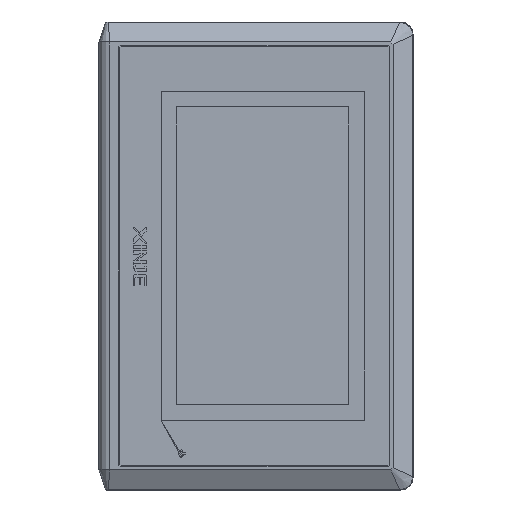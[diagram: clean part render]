
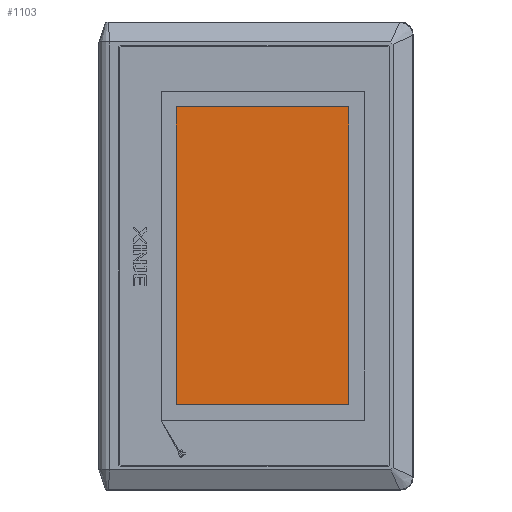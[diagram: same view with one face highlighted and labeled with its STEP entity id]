
A CAD part, top view. The second image highlights one B-rep face of the part: STEP entity #1103.
In plain terms, the highlighted planar face has unit normal (0, 0, 1).
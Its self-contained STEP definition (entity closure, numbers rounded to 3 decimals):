
#1103=ADVANCED_FACE('',(#2764),#25327,.T.);
#2764=FACE_OUTER_BOUND('',#4479,.T.);
#4479=EDGE_LOOP('',(#9615,#9616,#9617,#9618));
#9615=ORIENTED_EDGE('',*,*,#15979,.F.);
#9616=ORIENTED_EDGE('',*,*,#15983,.F.);
#9617=ORIENTED_EDGE('',*,*,#15986,.F.);
#9618=ORIENTED_EDGE('',*,*,#15988,.F.);
#15979=EDGE_CURVE('',#23695,#23696,#20893,.T.);
#15983=EDGE_CURVE('',#23698,#23695,#20897,.T.);
#15986=EDGE_CURVE('',#23700,#23698,#20900,.T.);
#15988=EDGE_CURVE('',#23696,#23700,#20902,.T.);
#20893=B_SPLINE_CURVE_WITH_KNOTS('',1,(#48273,#48274),.UNSPECIFIED.,.F.,
 .F.,(2,2),(-28.,28.),.UNSPECIFIED.);
#20897=B_SPLINE_CURVE_WITH_KNOTS('',1,(#48281,#48282),.UNSPECIFIED.,.F.,
 .F.,(2,2),(-48.35,48.35),.UNSPECIFIED.);
#20900=B_SPLINE_CURVE_WITH_KNOTS('',1,(#48287,#48288),.UNSPECIFIED.,.F.,
 .F.,(2,2),(-28.,28.),.UNSPECIFIED.);
#20902=B_SPLINE_CURVE_WITH_KNOTS('',1,(#48291,#48292),.UNSPECIFIED.,.F.,
 .F.,(2,2),(-48.35,48.35),.UNSPECIFIED.);
#23695=VERTEX_POINT('',#48263);
#23696=VERTEX_POINT('',#48264);
#23698=VERTEX_POINT('',#48266);
#23700=VERTEX_POINT('',#48268);
#25327=PLANE('',#26943);
#26943=AXIS2_PLACEMENT_3D('',#48260,#27540,$);
#27540=DIRECTION('',(0.,0.,1.));
#48260=CARTESIAN_POINT('',(-32.217,-58.737,6.));
#48263=CARTESIAN_POINT('',(-25.85,48.4,6.));
#48264=CARTESIAN_POINT('',(30.15,48.4,6.));
#48266=CARTESIAN_POINT('',(-25.85,-48.3,6.));
#48268=CARTESIAN_POINT('',(30.15,-48.3,6.));
#48273=CARTESIAN_POINT('',(-25.85,48.4,6.));
#48274=CARTESIAN_POINT('',(30.15,48.4,6.));
#48281=CARTESIAN_POINT('',(-25.85,-48.3,6.));
#48282=CARTESIAN_POINT('',(-25.85,48.4,6.));
#48287=CARTESIAN_POINT('',(30.15,-48.3,6.));
#48288=CARTESIAN_POINT('',(-25.85,-48.3,6.));
#48291=CARTESIAN_POINT('',(30.15,48.4,6.));
#48292=CARTESIAN_POINT('',(30.15,-48.3,6.));
